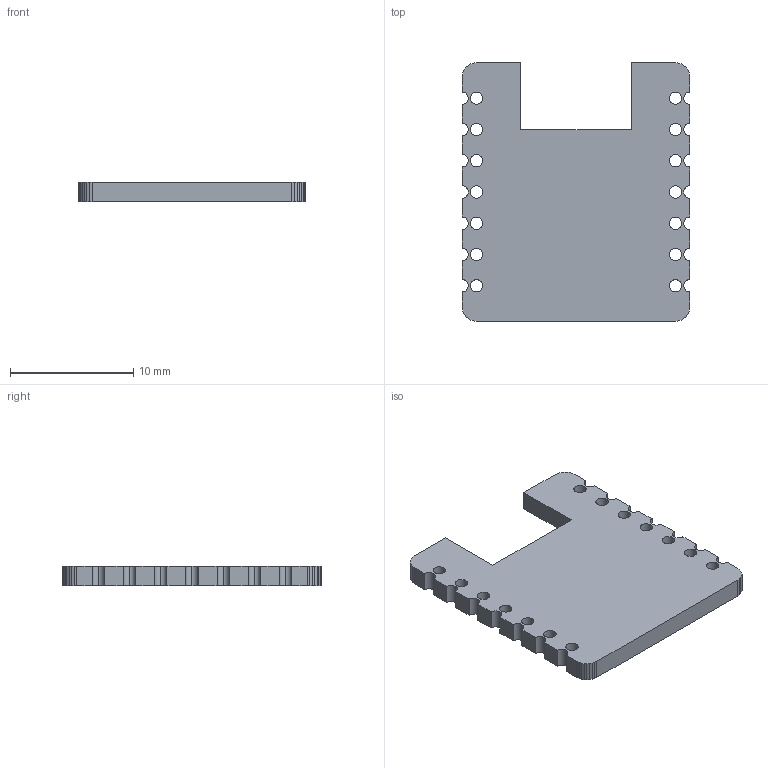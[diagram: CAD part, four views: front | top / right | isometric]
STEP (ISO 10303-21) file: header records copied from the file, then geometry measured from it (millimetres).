
FILE_DESCRIPTION(('KiCad electronic assembly'),'2;1');
FILE_NAME('XIAO Castellated Board.step','2023-12-25T00:47:16',('Pcbnew') ,('Kicad'),'Open CASCADE STEP processor 7.6','KiCad to STEP converter' ,'Unknown');
FILE_SCHEMA(('AUTOMOTIVE_DESIGN { 1 0 10303 214 1 1 1 1 }'));
Length unit declared in the file: millimetre
Products named in the file (2): XIAO Castellated Board 1; PCB
Assembly tree (1 placements, depth 2):
  XIAO Castellated Board 1
    PCB
Bounding box: 18.5 x 21 x 1.6 mm (x, y, z)
Volume: 514.9 mm3; surface area: 867.4 mm2
Topology: 1 solids, 1 shells, 91 faces, 267 edges, 178 vertices
Faces by surface type: plane 56, cylinder 35
Full cylindrical faces by diameter (mm): 1 x14
Entity records: 6759 total; most frequent: CARTESIAN_POINT 1548, DIRECTION 931, LINE 605, VECTOR 605, ORIENTED_EDGE 534, PCURVE 534, DEFINITIONAL_REPRESENTATION 534, EDGE_CURVE 267
